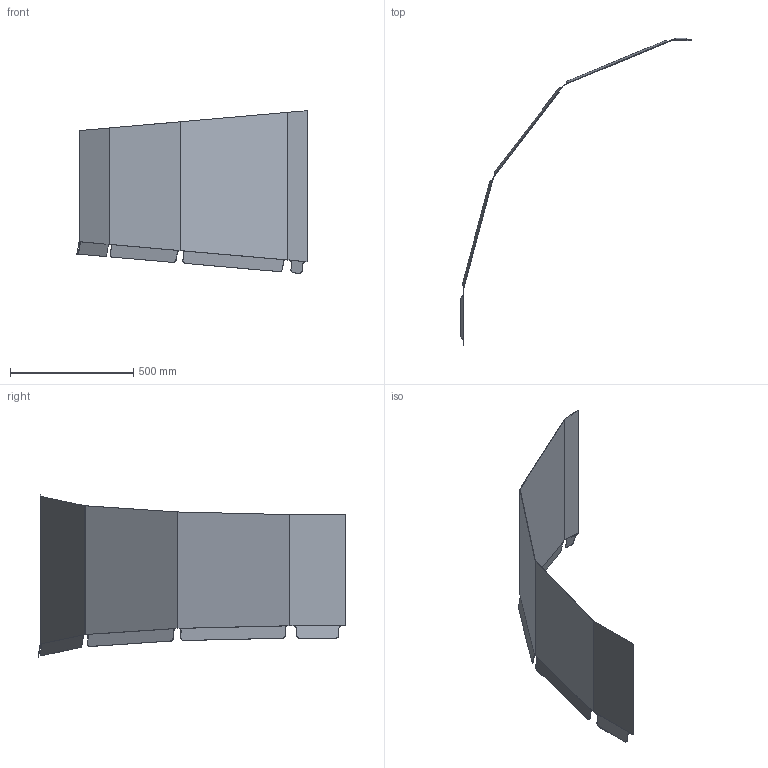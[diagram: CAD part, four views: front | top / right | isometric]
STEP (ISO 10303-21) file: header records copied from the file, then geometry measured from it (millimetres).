
FILE_DESCRIPTION (( 'STEP AP203' ), '1' );
FILE_NAME ('GRABCAD - Sheet Metal Part Trial 1.STEP', '2018-01-30T21:46:51', ( '' ), ( '' ), 'SwSTEP 2.0', 'SolidWorks 2017', '' );
FILE_SCHEMA (( 'CONFIG_CONTROL_DESIGN' ));
Length unit declared in the file: inch
Products named in the file (1): GRABCAD - Sheet Metal Part Trial 1
Bounding box: 934.33 x 1250.67 x 660.67 mm (x, y, z)
Volume: 1444256.5 mm3; surface area: 1902891 mm2
Topology: 1 solids, 1 shells, 150 faces, 372 edges, 224 vertices
Faces by surface type: plane 98, cylinder 42, bspline 10
Entity records: 4627 total; most frequent: CARTESIAN_POINT 1073, ORIENTED_EDGE 744, DIRECTION 694, EDGE_CURVE 372, LINE 284, VECTOR 284, VERTEX_POINT 224, AXIS2_PLACEMENT_3D 205
